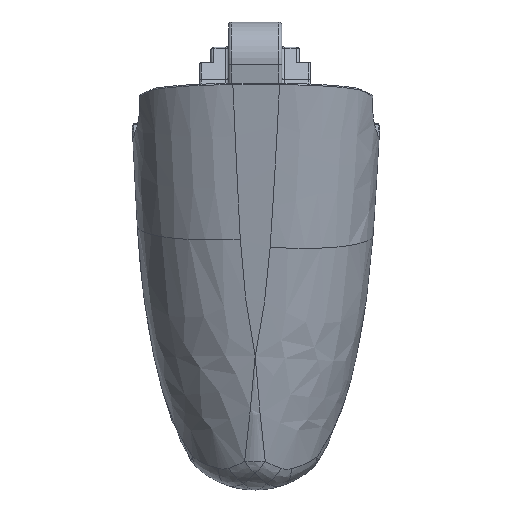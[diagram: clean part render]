
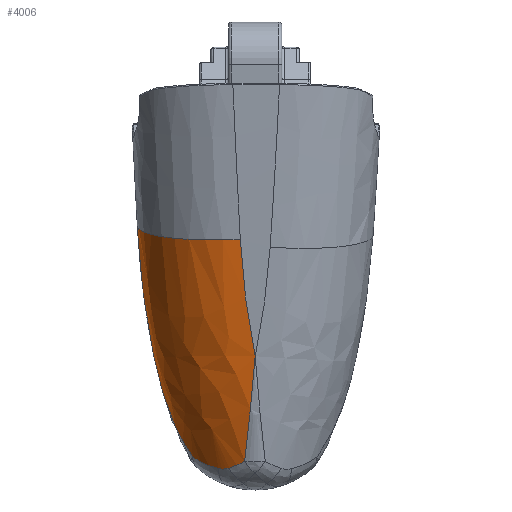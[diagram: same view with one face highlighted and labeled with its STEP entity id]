
A CAD part, left-side view. The second image highlights one B-rep face of the part: STEP entity #4006.
In plain terms, the highlighted free-form (B-spline) face has degree [3, 3] with [6, 4] control points.
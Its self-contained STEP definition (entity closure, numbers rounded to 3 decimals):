
#45=CIRCLE('',#4096,7.);
#256=ELLIPSE('',#4305,1.411,0.951);
#518=FACE_OUTER_BOUND('',#762,.T.);
#762=EDGE_LOOP('',(#3512,#3513,#3514,#3515,#3516,#3517,#3518,#3519));
#1417=B_SPLINE_CURVE_WITH_KNOTS('',3,(#7579,#7580,#7581,#7582),
 .UNSPECIFIED.,.F.,.F.,(4,4),(0.,0.808),
 .UNSPECIFIED.);
#1443=B_SPLINE_CURVE_WITH_KNOTS('',3,(#8719,#8720,#8721,#8722),
 .UNSPECIFIED.,.F.,.F.,(4,4),(-0.098,0.),.UNSPECIFIED.);
#1457=B_SPLINE_CURVE_WITH_KNOTS('',3,(#9075,#9076,#9077,#9078,#9079,#9080,
#9081,#9082,#9083,#9084,#9085,#9086,#9087,#9088,#9089,#9090,#9091,#9092,
#9093),.UNSPECIFIED.,.F.,.F.,(4,3,3,3,3,3,4),(-0.195,-0.152,
-0.11,-0.093,-0.053,-0.012,
0.),.UNSPECIFIED.);
#1467=B_SPLINE_CURVE_WITH_KNOTS('',3,(#9382,#9383,#9384,#9385,#9386,#9387,
#9388,#9389,#9390,#9391,#9392,#9393,#9394,#9395,#9396,#9397,#9398,#9399,
#9400,#9401,#9402,#9403),.UNSPECIFIED.,.F.,.F.,(4,2,2,2,2,2,2,2,2,2,4),
(-0.712,-0.639,-0.565,-0.487,
-0.407,-0.325,-0.24,-0.153,
-0.063,0.,0.003),.UNSPECIFIED.);
#1468=B_SPLINE_CURVE_WITH_KNOTS('',3,(#9429,#9430,#9431,#9432),
 .UNSPECIFIED.,.F.,.F.,(4,4),(-0.808,0.),
 .UNSPECIFIED.);
#1469=B_SPLINE_CURVE_WITH_KNOTS('',3,(#9433,#9434,#9435,#9436,#9437,#9438,
#9439,#9440),.UNSPECIFIED.,.F.,.F.,(4,2,1,1,4),(-0.002,0.,
0.418,0.557,0.696),.UNSPECIFIED.);
#1681=VERTEX_POINT('',#7547);
#1682=VERTEX_POINT('',#7574);
#1683=VERTEX_POINT('',#7578);
#1828=VERTEX_POINT('',#8642);
#1830=VERTEX_POINT('',#8707);
#1831=VERTEX_POINT('',#8739);
#1845=VERTEX_POINT('',#9042);
#1853=VERTEX_POINT('',#9428);
#2147=EDGE_CURVE('',#1682,#1681,#45,.T.);
#2149=EDGE_CURVE('',#1682,#1683,#1417,.T.);
#2398=EDGE_CURVE('',#1830,#1828,#1443,.T.);
#2399=EDGE_CURVE('',#1831,#1830,#256,.T.);
#2421=EDGE_CURVE('',#1845,#1831,#1457,.T.);
#2435=EDGE_CURVE('',#1828,#1683,#1467,.T.);
#2436=EDGE_CURVE('',#1853,#1681,#1468,.T.);
#2437=EDGE_CURVE('',#1853,#1845,#1469,.T.);
#3512=ORIENTED_EDGE('',*,*,#2398,.T.);
#3513=ORIENTED_EDGE('',*,*,#2435,.T.);
#3514=ORIENTED_EDGE('',*,*,#2149,.F.);
#3515=ORIENTED_EDGE('',*,*,#2147,.T.);
#3516=ORIENTED_EDGE('',*,*,#2436,.F.);
#3517=ORIENTED_EDGE('',*,*,#2437,.T.);
#3518=ORIENTED_EDGE('',*,*,#2421,.T.);
#3519=ORIENTED_EDGE('',*,*,#2399,.T.);
#3790=B_SPLINE_SURFACE_WITH_KNOTS('',3,3,((#9404,#9405,#9406,#9407),(#9408,
#9409,#9410,#9411),(#9412,#9413,#9414,#9415),(#9416,#9417,#9418,#9419),
(#9420,#9421,#9422,#9423),(#9424,#9425,#9426,#9427)),.UNSPECIFIED.,.F.,
 .F.,.F.,(4,1,1,4),(4,4),(0.,0.286,0.571,1.),(0.,
1.505),.UNSPECIFIED.);
#4006=ADVANCED_FACE('',(#518),#3790,.T.);
#4096=AXIS2_PLACEMENT_3D('',#7575,#4577,#4578);
#4305=AXIS2_PLACEMENT_3D('',#8740,#5090,#5091);
#4577=DIRECTION('center_axis',(0.182,-0.052,-0.982));
#4578=DIRECTION('ref_axis',(-0.983,0.,-0.182));
#5090=DIRECTION('center_axis',(-0.794,0.603,-0.072));
#5091=DIRECTION('ref_axis',(0.601,0.797,0.05));
#7547=CARTESIAN_POINT('',(2.985,8.,-73.236));
#7574=CARTESIAN_POINT('',(-3.897,1.01,-74.144));
#7575=CARTESIAN_POINT('Origin',(2.985,1.01,-72.867));
#7578=CARTESIAN_POINT('',(-2.388,-0.001,-82.078));
#7579=CARTESIAN_POINT('Ctrl Pts',(-3.897,1.01,-74.144));
#7580=CARTESIAN_POINT('Ctrl Pts',(-3.402,0.87,-76.811));
#7581=CARTESIAN_POINT('Ctrl Pts',(-2.897,0.531,-79.465));
#7582=CARTESIAN_POINT('Ctrl Pts',(-2.388,-0.001,
-82.078));
#8642=CARTESIAN_POINT('',(-0.461,0.716,-89.219));
#8707=CARTESIAN_POINT('',(0.24,1.761,-89.665));
#8719=CARTESIAN_POINT('Ctrl Pts',(0.24,1.761,-89.665));
#8720=CARTESIAN_POINT('Ctrl Pts',(-0.028,1.423,
-89.544));
#8721=CARTESIAN_POINT('Ctrl Pts',(-0.263,1.073,-89.393));
#8722=CARTESIAN_POINT('Ctrl Pts',(-0.462,0.716,
-89.22));
#8739=CARTESIAN_POINT('',(0.798,2.492,-89.698));
#8740=CARTESIAN_POINT('Origin',(0.543,2.265,-88.785));
#9042=CARTESIAN_POINT('',(2.46,4.233,-88.912));
#9075=CARTESIAN_POINT('Ctrl Pts',(2.46,4.233,-88.912));
#9076=CARTESIAN_POINT('Ctrl Pts',(2.332,4.13,-88.987));
#9077=CARTESIAN_POINT('Ctrl Pts',(2.205,4.022,-89.059));
#9078=CARTESIAN_POINT('Ctrl Pts',(2.079,3.909,-89.127));
#9079=CARTESIAN_POINT('Ctrl Pts',(1.952,3.794,-89.196));
#9080=CARTESIAN_POINT('Ctrl Pts',(1.826,3.674,-89.261));
#9081=CARTESIAN_POINT('Ctrl Pts',(1.702,3.549,-89.322));
#9082=CARTESIAN_POINT('Ctrl Pts',(1.654,3.5,-89.346));
#9083=CARTESIAN_POINT('Ctrl Pts',(1.607,3.451,-89.369));
#9084=CARTESIAN_POINT('Ctrl Pts',(1.559,3.401,-89.391));
#9085=CARTESIAN_POINT('Ctrl Pts',(1.444,3.279,-89.446));
#9086=CARTESIAN_POINT('Ctrl Pts',(1.33,3.152,-89.496));
#9087=CARTESIAN_POINT('Ctrl Pts',(1.219,3.022,-89.542));
#9088=CARTESIAN_POINT('Ctrl Pts',(1.106,2.889,-89.589));
#9089=CARTESIAN_POINT('Ctrl Pts',(0.995,2.752,-89.631));
#9090=CARTESIAN_POINT('Ctrl Pts',(0.888,2.611,-89.668));
#9091=CARTESIAN_POINT('Ctrl Pts',(0.858,2.572,-89.678));
#9092=CARTESIAN_POINT('Ctrl Pts',(0.828,2.532,-89.688));
#9093=CARTESIAN_POINT('Ctrl Pts',(0.798,2.492,-89.698));
#9382=CARTESIAN_POINT('Ctrl Pts',(-0.461,0.716,
-89.219));
#9383=CARTESIAN_POINT('Ctrl Pts',(-0.552,0.687,
-88.98));
#9384=CARTESIAN_POINT('Ctrl Pts',(-0.64,0.659,
-88.74));
#9385=CARTESIAN_POINT('Ctrl Pts',(-0.812,0.602,
-88.252));
#9386=CARTESIAN_POINT('Ctrl Pts',(-0.896,0.574,
-88.005));
#9387=CARTESIAN_POINT('Ctrl Pts',(-1.06,0.517,-87.498));
#9388=CARTESIAN_POINT('Ctrl Pts',(-1.14,0.488,-87.239));
#9389=CARTESIAN_POINT('Ctrl Pts',(-1.297,0.431,-86.714));
#9390=CARTESIAN_POINT('Ctrl Pts',(-1.373,0.402,-86.447));
#9391=CARTESIAN_POINT('Ctrl Pts',(-1.521,0.346,-85.907));
#9392=CARTESIAN_POINT('Ctrl Pts',(-1.593,0.319,-85.633));
#9393=CARTESIAN_POINT('Ctrl Pts',(-1.734,0.263,-85.075));
#9394=CARTESIAN_POINT('Ctrl Pts',(-1.804,0.236,-84.79));
#9395=CARTESIAN_POINT('Ctrl Pts',(-1.939,0.182,-84.213));
#9396=CARTESIAN_POINT('Ctrl Pts',(-2.005,0.156,-83.922));
#9397=CARTESIAN_POINT('Ctrl Pts',(-2.134,0.103,-83.33));
#9398=CARTESIAN_POINT('Ctrl Pts',(-2.197,0.078,
-83.03));
#9399=CARTESIAN_POINT('Ctrl Pts',(-2.301,0.035,
-82.521));
#9400=CARTESIAN_POINT('Ctrl Pts',(-2.342,0.018,
-82.312));
#9401=CARTESIAN_POINT('Ctrl Pts',(-2.384,0.001,
-82.095));
#9402=CARTESIAN_POINT('Ctrl Pts',(-2.386,0.,
-82.087));
#9403=CARTESIAN_POINT('Ctrl Pts',(-2.388,-0.001,
-82.078));
#9404=CARTESIAN_POINT('Ctrl Pts',(-3.897,1.01,-74.144));
#9405=CARTESIAN_POINT('Ctrl Pts',(-2.976,0.75,-79.108));
#9406=CARTESIAN_POINT('Ctrl Pts',(-2.019,-0.201,
-84.027));
#9407=CARTESIAN_POINT('Ctrl Pts',(-1.067,-1.805,-88.722));
#9408=CARTESIAN_POINT('Ctrl Pts',(-3.887,2.049,-74.197));
#9409=CARTESIAN_POINT('Ctrl Pts',(-2.949,1.773,-79.253));
#9410=CARTESIAN_POINT('Ctrl Pts',(-1.973,0.792,-84.261));
#9411=CARTESIAN_POINT('Ctrl Pts',(-1.003,-0.853,
-89.036));
#9412=CARTESIAN_POINT('Ctrl Pts',(-3.402,4.123,-74.217));
#9413=CARTESIAN_POINT('Ctrl Pts',(-2.439,3.814,-79.458));
#9414=CARTESIAN_POINT('Ctrl Pts',(-1.439,2.773,-84.641));
#9415=CARTESIAN_POINT('Ctrl Pts',(-0.445,1.045,-89.577));
#9416=CARTESIAN_POINT('Ctrl Pts',(-1.099,7.056,-73.944));
#9417=CARTESIAN_POINT('Ctrl Pts',(-0.137,6.716,-79.443));
#9418=CARTESIAN_POINT('Ctrl Pts',(0.863,5.605,-84.879));
#9419=CARTESIAN_POINT('Ctrl Pts',(1.856,3.773,-90.05));
#9420=CARTESIAN_POINT('Ctrl Pts',(1.45,7.985,-73.52));
#9421=CARTESIAN_POINT('Ctrl Pts',(2.383,7.664,-79.098));
#9422=CARTESIAN_POINT('Ctrl Pts',(3.351,6.561,-84.618));
#9423=CARTESIAN_POINT('Ctrl Pts',(4.314,4.722,-89.878));
#9424=CARTESIAN_POINT('Ctrl Pts',(2.985,8.,-73.236));
#9425=CARTESIAN_POINT('Ctrl Pts',(3.899,7.706,-78.811));
#9426=CARTESIAN_POINT('Ctrl Pts',(4.849,6.63,-84.337));
#9427=CARTESIAN_POINT('Ctrl Pts',(5.793,4.814,-89.61));
#9428=CARTESIAN_POINT('',(4.482,6.857,-82.143));
#9429=CARTESIAN_POINT('Ctrl Pts',(4.482,6.856,-82.143));
#9430=CARTESIAN_POINT('Ctrl Pts',(3.977,7.459,-79.209));
#9431=CARTESIAN_POINT('Ctrl Pts',(3.476,7.842,-76.229));
#9432=CARTESIAN_POINT('Ctrl Pts',(2.985,8.,-73.236));
#9433=CARTESIAN_POINT('Ctrl Pts',(4.482,6.857,-82.143));
#9434=CARTESIAN_POINT('Ctrl Pts',(4.481,6.856,-82.15));
#9435=CARTESIAN_POINT('Ctrl Pts',(4.48,6.854,-82.157));
#9436=CARTESIAN_POINT('Ctrl Pts',(4.281,6.557,-83.594));
#9437=CARTESIAN_POINT('Ctrl Pts',(3.849,6.047,-85.482));
#9438=CARTESIAN_POINT('Ctrl Pts',(3.037,5.021,-87.689));
#9439=CARTESIAN_POINT('Ctrl Pts',(2.661,4.515,-88.517));
#9440=CARTESIAN_POINT('Ctrl Pts',(2.46,4.233,-88.912));
